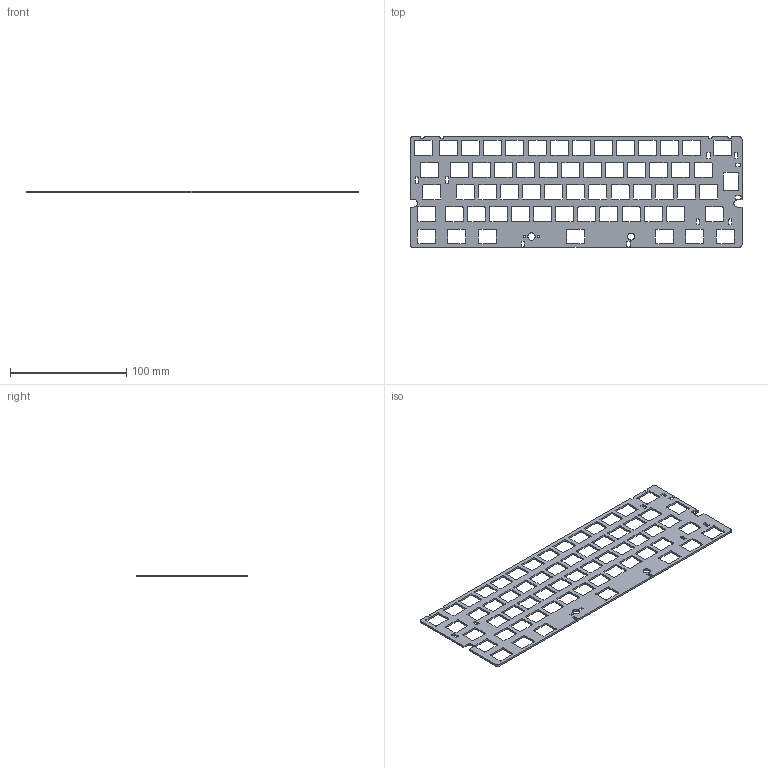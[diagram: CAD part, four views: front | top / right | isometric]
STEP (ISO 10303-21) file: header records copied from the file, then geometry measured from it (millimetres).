
FILE_DESCRIPTION(('Open CASCADE Model'),'2;1');
FILE_NAME('Open CASCADE Shape Model','2021-10-24T20:44:32',('Author'),( 'Open CASCADE'),'Open CASCADE STEP processor 6.8','Open CASCADE 6.8' ,'Unknown');
FILE_SCHEMA(('AUTOMOTIVE_DESIGN_CC2 { 1 2 10303 214 -1 1 5 4 }'));
Length unit declared in the file: millimetre
Products named in the file (4): PCB; Board; Open CASCADE STEP translator 6.8 1.1.1; Open CASCADE STEP translator 6.8 1.1.1.1
Assembly tree (3 placements, depth 4):
  PCB
    Board
      Open CASCADE STEP translator 6.8 1.1.1
        Open CASCADE STEP translator 6.8 1.1.1.1
Bounding box: 285.75 x 95.25 x 1.59 mm (x, y, z)
Volume: 23575.9 mm3; surface area: 36620.3 mm2
Topology: 1 solids, 1 shells, 625 faces, 1869 edges, 1246 vertices
Faces by surface type: plane 317, cylinder 308
Full cylindrical faces by diameter (mm): 6 x1, 6.3 x1
Entity records: 47455 total; most frequent: CARTESIAN_POINT 10650, DIRECTION 6953, LINE 4375, VECTOR 4375, ORIENTED_EDGE 3738, PCURVE 3738, DEFINITIONAL_REPRESENTATION 3738, EDGE_CURVE 1869
